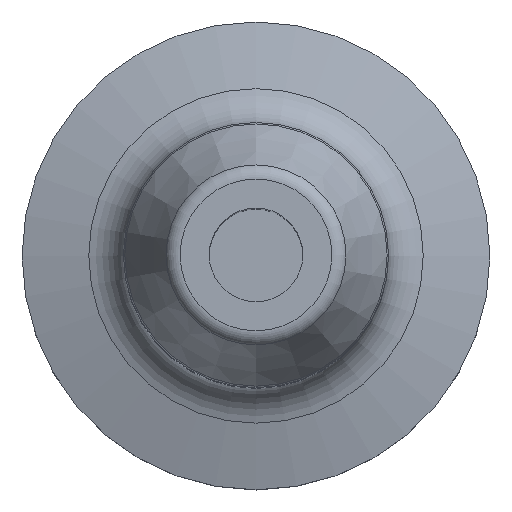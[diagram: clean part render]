
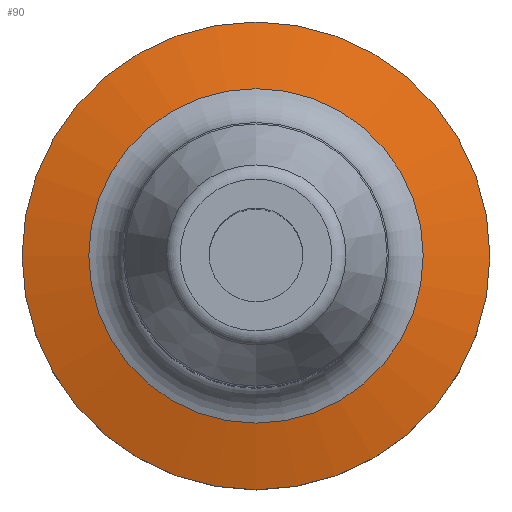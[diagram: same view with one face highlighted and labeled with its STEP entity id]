
A CAD part, top view. The second image highlights one B-rep face of the part: STEP entity #90.
In plain terms, the highlighted conical face has half-angle 75 degrees and reference radius 8.5 mm.
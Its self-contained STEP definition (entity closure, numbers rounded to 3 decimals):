
#52=CONICAL_SURFACE('',#245,8.5,75.);
#60=FACE_BOUND('',#119,.T.);
#61=FACE_BOUND('',#120,.T.);
#90=ADVANCED_FACE('',(#60,#61),#52,.T.);
#119=EDGE_LOOP('',(#153));
#120=EDGE_LOOP('',(#154));
#153=ORIENTED_EDGE('',*,*,#204,.T.);
#154=ORIENTED_EDGE('',*,*,#205,.F.);
#187=VERTEX_POINT('',#359);
#188=VERTEX_POINT('',#361);
#204=EDGE_CURVE('',#187,#187,#221,.T.);
#205=EDGE_CURVE('',#188,#188,#222,.T.);
#221=CIRCLE('',#243,10.724);
#222=CIRCLE('',#244,15.);
#243=AXIS2_PLACEMENT_3D('',#358,#291,#292);
#244=AXIS2_PLACEMENT_3D('',#360,#293,#294);
#245=AXIS2_PLACEMENT_3D('',#362,#295,#296);
#291=DIRECTION('',(0.,0.,-1.));
#292=DIRECTION('',(0.,1.,0.));
#293=DIRECTION('',(0.,0.,-1.));
#294=DIRECTION('',(0.,1.,0.));
#295=DIRECTION('',(0.,0.,-1.));
#296=DIRECTION('',(0.,1.,0.));
#358=CARTESIAN_POINT('',(0.,0.,6.146));
#359=CARTESIAN_POINT('',(0.,10.724,6.146));
#360=CARTESIAN_POINT('',(0.,0.,5.));
#361=CARTESIAN_POINT('',(0.,15.,5.));
#362=CARTESIAN_POINT('',(0.,0.,6.742));
